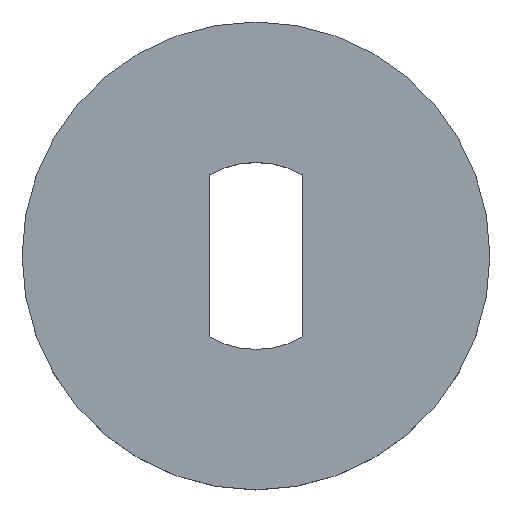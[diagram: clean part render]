
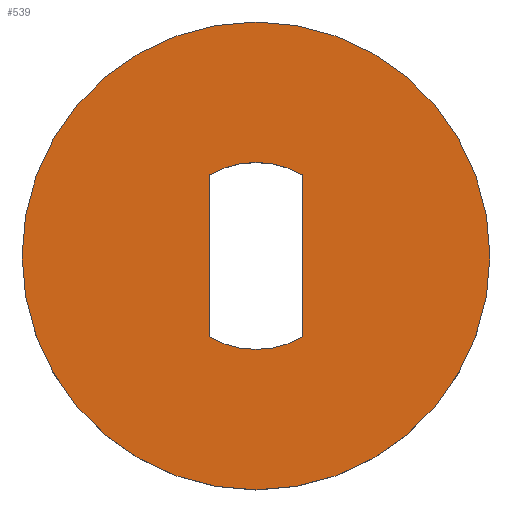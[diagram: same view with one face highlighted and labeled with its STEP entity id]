
A CAD part, top view. The second image highlights one B-rep face of the part: STEP entity #539.
In plain terms, the highlighted planar face has unit normal (0, 0, 1).
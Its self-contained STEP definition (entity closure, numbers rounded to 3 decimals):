
#238 = VERTEX_POINT('',#239);
#239 = CARTESIAN_POINT('',(5.,0.,1.51));
#245 = EDGE_CURVE('',#238,#238,#246,.T.);
#246 = CIRCLE('',#247,5.);
#247 = AXIS2_PLACEMENT_3D('',#248,#249,#250);
#248 = CARTESIAN_POINT('',(0.,0.,1.51));
#249 = DIRECTION('',(0.,0.,1.));
#250 = DIRECTION('',(1.,0.,-0.));
#271 = VERTEX_POINT('',#272);
#272 = CARTESIAN_POINT('',(0.,1.998,1.51));
#278 = EDGE_CURVE('',#271,#279,#281,.T.);
#279 = VERTEX_POINT('',#280);
#280 = CARTESIAN_POINT('',(-1.,1.73,1.51));
#281 = CIRCLE('',#282,1.998);
#282 = AXIS2_PLACEMENT_3D('',#283,#284,#285);
#283 = CARTESIAN_POINT('',(0.,0.,1.51)
  );
#284 = DIRECTION('',(0.,0.,1.));
#285 = DIRECTION('',(0.,1.,-0.));
#311 = EDGE_CURVE('',#279,#312,#314,.T.);
#312 = VERTEX_POINT('',#313);
#313 = CARTESIAN_POINT('',(-1.,0.,1.51));
#314 = LINE('',#315,#316);
#315 = CARTESIAN_POINT('',(-1.,1.73,1.51));
#316 = VECTOR('',#317,1.);
#317 = DIRECTION('',(0.,-1.,0.));
#342 = EDGE_CURVE('',#312,#343,#345,.T.);
#343 = VERTEX_POINT('',#344);
#344 = CARTESIAN_POINT('',(-1.,-1.73,1.51));
#345 = LINE('',#346,#347);
#346 = CARTESIAN_POINT('',(-1.,0.,1.51));
#347 = VECTOR('',#348,1.);
#348 = DIRECTION('',(0.,-1.,0.));
#373 = EDGE_CURVE('',#343,#374,#376,.T.);
#374 = VERTEX_POINT('',#375);
#375 = CARTESIAN_POINT('',(0.,-1.998,1.51));
#376 = CIRCLE('',#377,1.998);
#377 = AXIS2_PLACEMENT_3D('',#378,#379,#380);
#378 = CARTESIAN_POINT('',(0.,0.,1.51));
#379 = DIRECTION('',(0.,0.,1.));
#380 = DIRECTION('',(-0.5,-0.866,0.));
#406 = EDGE_CURVE('',#374,#407,#409,.T.);
#407 = VERTEX_POINT('',#408);
#408 = CARTESIAN_POINT('',(1.,-1.73,1.51));
#409 = CIRCLE('',#410,1.998);
#410 = AXIS2_PLACEMENT_3D('',#411,#412,#413);
#411 = CARTESIAN_POINT('',(0.,0.,1.51)
  );
#412 = DIRECTION('',(0.,0.,1.));
#413 = DIRECTION('',(0.,-1.,0.));
#439 = EDGE_CURVE('',#407,#440,#442,.T.);
#440 = VERTEX_POINT('',#441);
#441 = CARTESIAN_POINT('',(1.,0.,1.51));
#442 = LINE('',#443,#444);
#443 = CARTESIAN_POINT('',(1.,-1.73,1.51));
#444 = VECTOR('',#445,1.);
#445 = DIRECTION('',(0.,1.,0.));
#470 = EDGE_CURVE('',#440,#471,#473,.T.);
#471 = VERTEX_POINT('',#472);
#472 = CARTESIAN_POINT('',(1.,1.73,1.51));
#473 = LINE('',#474,#475);
#474 = CARTESIAN_POINT('',(1.,0.,1.51));
#475 = VECTOR('',#476,1.);
#476 = DIRECTION('',(0.,1.,0.));
#501 = EDGE_CURVE('',#471,#271,#502,.T.);
#502 = CIRCLE('',#503,1.998);
#503 = AXIS2_PLACEMENT_3D('',#504,#505,#506);
#504 = CARTESIAN_POINT('',(0.,0.,1.51)
  );
#505 = DIRECTION('',(0.,0.,1.));
#506 = DIRECTION('',(0.5,0.866,-0.));
#539 = ADVANCED_FACE('',(#540,#543),#553,.T.);
#540 = FACE_BOUND('',#541,.T.);
#541 = EDGE_LOOP('',(#542));
#542 = ORIENTED_EDGE('',*,*,#245,.T.);
#543 = FACE_BOUND('',#544,.F.);
#544 = EDGE_LOOP('',(#545,#546,#547,#548,#549,#550,#551,#552));
#545 = ORIENTED_EDGE('',*,*,#278,.T.);
#546 = ORIENTED_EDGE('',*,*,#311,.T.);
#547 = ORIENTED_EDGE('',*,*,#342,.T.);
#548 = ORIENTED_EDGE('',*,*,#373,.T.);
#549 = ORIENTED_EDGE('',*,*,#406,.T.);
#550 = ORIENTED_EDGE('',*,*,#439,.T.);
#551 = ORIENTED_EDGE('',*,*,#470,.T.);
#552 = ORIENTED_EDGE('',*,*,#501,.T.);
#553 = PLANE('',#554);
#554 = AXIS2_PLACEMENT_3D('',#555,#556,#557);
#555 = CARTESIAN_POINT('',(0.,0.,1.51));
#556 = DIRECTION('',(0.,0.,1.));
#557 = DIRECTION('',(1.,0.,-0.));
